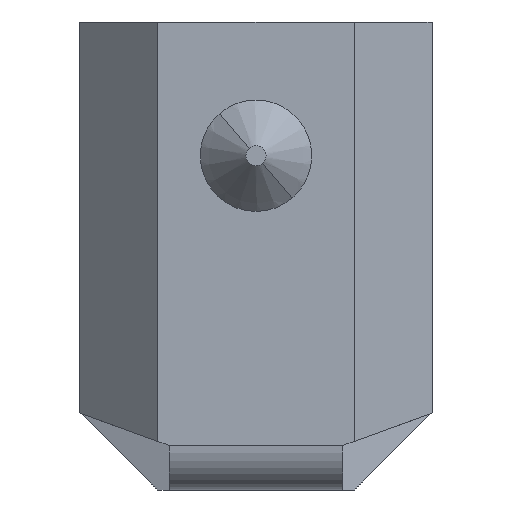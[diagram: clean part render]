
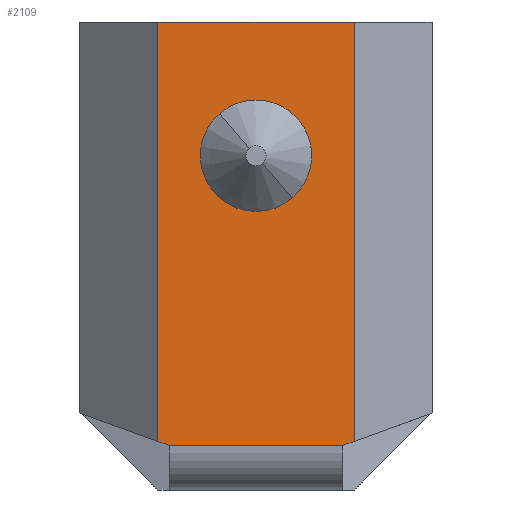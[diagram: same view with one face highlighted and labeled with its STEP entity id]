
A CAD part, front view. The second image highlights one B-rep face of the part: STEP entity #2109.
In plain terms, the highlighted planar face has unit normal (0, -1, 0).
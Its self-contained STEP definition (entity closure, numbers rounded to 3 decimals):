
#255 = VECTOR ( 'NONE', #663, 1000. ) ;
#293 = CARTESIAN_POINT ( 'NONE',  ( 0., 0., 17.5 ) ) ;
#391 = VERTEX_POINT ( 'NONE', #1791 ) ;
#430 = ORIENTED_EDGE ( 'NONE', *, *, #3122, .F. ) ;
#447 = DIRECTION ( 'NONE',  ( 0.94, 0., -0.342 ) ) ;
#491 = ORIENTED_EDGE ( 'NONE', *, *, #2707, .T. ) ;
#524 = ORIENTED_EDGE ( 'NONE', *, *, #2857, .T. ) ;
#544 = VERTEX_POINT ( 'NONE', #1769 ) ;
#552 = CIRCLE ( 'NONE', #4824, 2.5 ) ;
#607 = AXIS2_PLACEMENT_3D ( 'NONE', #981, #958, #944 ) ;
#663 = DIRECTION ( 'NONE',  ( -1., 0., 0. ) ) ;
#682 = CARTESIAN_POINT ( 'NONE',  ( 3.9, 0., 2. ) ) ;
#716 = CARTESIAN_POINT ( 'NONE',  ( -7.9, 0., 3.456 ) ) ;
#776 = ORIENTED_EDGE ( 'NONE', *, *, #2144, .F. ) ;
#846 = DIRECTION ( 'NONE',  ( 0., 0., 1. ) ) ;
#853 = DIRECTION ( 'NONE',  ( 0., -1., 0. ) ) ;
#860 = CARTESIAN_POINT ( 'NONE',  ( 0., 0., 15. ) ) ;
#864 = CARTESIAN_POINT ( 'NONE',  ( 4.4, 0., 21. ) ) ;
#938 = DIRECTION ( 'NONE',  ( 0., 0., -1. ) ) ;
#944 = DIRECTION ( 'NONE',  ( 0., 0., 1. ) ) ;
#958 = DIRECTION ( 'NONE',  ( 0., 1., 0. ) ) ;
#981 = CARTESIAN_POINT ( 'NONE',  ( 3.9, 0., 21. ) ) ;
#1031 = PLANE ( 'NONE',  #607 ) ;
#1070 = VERTEX_POINT ( 'NONE', #3828 ) ;
#1295 = EDGE_LOOP ( 'NONE', ( #2459, #2060 ) ) ;
#1408 = CIRCLE ( 'NONE', #4776, 2.5 ) ;
#1769 = CARTESIAN_POINT ( 'NONE',  ( 0., 0., 12.5 ) ) ;
#1791 = CARTESIAN_POINT ( 'NONE',  ( -4.4, 0., 21. ) ) ;
#1882 = CARTESIAN_POINT ( 'NONE',  ( 7.9, 0., 3.456 ) ) ;
#2006 = DIRECTION ( 'NONE',  ( 0.94, 0., 0.342 ) ) ;
#2060 = ORIENTED_EDGE ( 'NONE', *, *, #2697, .F. ) ;
#2109 = ADVANCED_FACE ( 'NONE', ( #2848, #2829 ), #1031, .F. ) ;
#2144 = EDGE_CURVE ( 'NONE', #5020, #1070, #3057, .T. ) ;
#2181 = EDGE_CURVE ( 'NONE', #4105, #3708, #3401, .T. ) ;
#2266 = ORIENTED_EDGE ( 'NONE', *, *, #2362, .F. ) ;
#2362 = EDGE_CURVE ( 'NONE', #4105, #391, #4602, .T. ) ;
#2459 = ORIENTED_EDGE ( 'NONE', *, *, #3075, .F. ) ;
#2514 = DIRECTION ( 'NONE',  ( -1., 0., 0. ) ) ;
#2528 = CARTESIAN_POINT ( 'NONE',  ( 3.9, 0., 21. ) ) ;
#2552 = DIRECTION ( 'NONE',  ( 0., 0., 1. ) ) ;
#2558 = DIRECTION ( 'NONE',  ( 0., -1., 0. ) ) ;
#2561 = CARTESIAN_POINT ( 'NONE',  ( 0., 0., 15. ) ) ;
#2697 = EDGE_CURVE ( 'NONE', #544, #3262, #552, .T. ) ;
#2707 = EDGE_CURVE ( 'NONE', #5020, #391, #3863, .T. ) ;
#2829 = FACE_BOUND ( 'NONE', #1295, .T. ) ;
#2848 = FACE_OUTER_BOUND ( 'NONE', #3507, .T. ) ;
#2857 = EDGE_CURVE ( 'NONE', #4093, #1070, #3367, .T. ) ;
#3009 = VECTOR ( 'NONE', #938, 1000. ) ;
#3057 = LINE ( 'NONE', #864, #3009 ) ;
#3075 = EDGE_CURVE ( 'NONE', #3262, #544, #1408, .T. ) ;
#3100 = VECTOR ( 'NONE', #2006, 1000. ) ;
#3122 = EDGE_CURVE ( 'NONE', #4093, #3708, #5116, .T. ) ;
#3262 = VERTEX_POINT ( 'NONE', #293 ) ;
#3367 = LINE ( 'NONE', #1882, #3100 ) ;
#3386 = VECTOR ( 'NONE', #447, 1000. ) ;
#3401 = LINE ( 'NONE', #716, #3386 ) ;
#3410 = CARTESIAN_POINT ( 'NONE',  ( 4.4, 0., 21. ) ) ;
#3507 = EDGE_LOOP ( 'NONE', ( #5088, #430, #524, #776, #491, #2266 ) ) ;
#3708 = VERTEX_POINT ( 'NONE', #5151 ) ;
#3828 = CARTESIAN_POINT ( 'NONE',  ( 4.4, 0., 2.182 ) ) ;
#3863 = LINE ( 'NONE', #2528, #5604 ) ;
#4093 = VERTEX_POINT ( 'NONE', #5024 ) ;
#4105 = VERTEX_POINT ( 'NONE', #4830 ) ;
#4448 = DIRECTION ( 'NONE',  ( 0., 0., 1. ) ) ;
#4482 = CARTESIAN_POINT ( 'NONE',  ( -4.4, 0., 21. ) ) ;
#4572 = VECTOR ( 'NONE', #4448, 1000. ) ;
#4602 = LINE ( 'NONE', #4482, #4572 ) ;
#4776 = AXIS2_PLACEMENT_3D ( 'NONE', #860, #853, #846 ) ;
#4824 = AXIS2_PLACEMENT_3D ( 'NONE', #2561, #2558, #2552 ) ;
#4830 = CARTESIAN_POINT ( 'NONE',  ( -4.4, 0., 2.182 ) ) ;
#5020 = VERTEX_POINT ( 'NONE', #3410 ) ;
#5024 = CARTESIAN_POINT ( 'NONE',  ( 3.9, 0., 2. ) ) ;
#5088 = ORIENTED_EDGE ( 'NONE', *, *, #2181, .T. ) ;
#5116 = LINE ( 'NONE', #682, #255 ) ;
#5151 = CARTESIAN_POINT ( 'NONE',  ( -3.9, 0., 2. ) ) ;
#5604 = VECTOR ( 'NONE', #2514, 1000. ) ;
